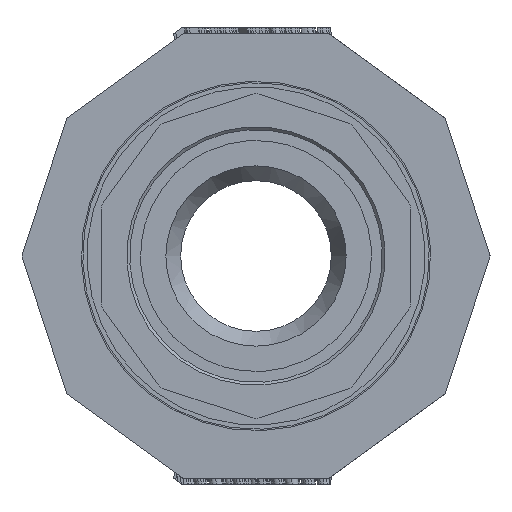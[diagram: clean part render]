
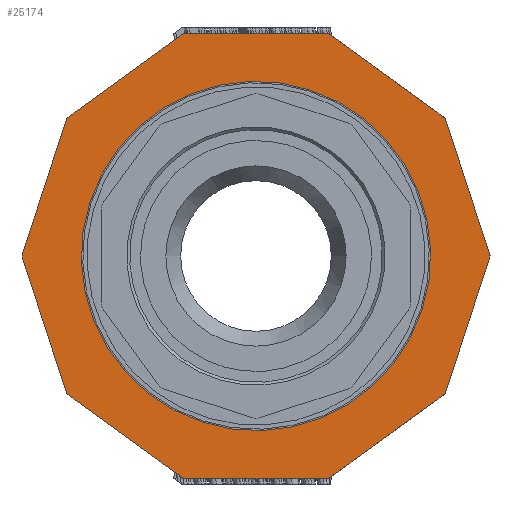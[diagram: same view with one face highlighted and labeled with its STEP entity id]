
A CAD part, left-side view. The second image highlights one B-rep face of the part: STEP entity #25174.
In plain terms, the highlighted planar face has unit normal (-1, 0, 0).
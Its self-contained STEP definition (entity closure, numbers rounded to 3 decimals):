
#1691=FACE_BOUND('',#4468,.T.);
#2095=PLANE('',#26322);
#3102=FACE_OUTER_BOUND('',#4467,.T.);
#4467=EDGE_LOOP('',(#19458,#19459,#19460,#19461,#19462,#19463,#19464,#19465,
#19466,#19467));
#4468=EDGE_LOOP('',(#19468));
#5795=LINE('',#36354,#8133);
#5801=LINE('',#36367,#8139);
#6298=LINE('',#45088,#8636);
#6313=LINE('',#45146,#8651);
#6316=LINE('',#45150,#8654);
#6318=LINE('',#45154,#8656);
#6319=LINE('',#45157,#8657);
#6321=LINE('',#45161,#8659);
#6323=LINE('',#45164,#8661);
#6324=LINE('',#45167,#8662);
#8133=VECTOR('',#27946,10.);
#8139=VECTOR('',#27960,10.);
#8636=VECTOR('',#28723,10.);
#8651=VECTOR('',#28790,10.);
#8654=VECTOR('',#28795,10.);
#8656=VECTOR('',#28799,10.);
#8657=VECTOR('',#28802,10.);
#8659=VECTOR('',#28806,10.);
#8661=VECTOR('',#28810,10.);
#8662=VECTOR('',#28815,10.);
#9982=CIRCLE('',#26312,31.);
#10636=VERTEX_POINT('',#36351);
#10637=VERTEX_POINT('',#36353);
#10640=VERTEX_POINT('',#36365);
#11200=VERTEX_POINT('',#45085);
#11201=VERTEX_POINT('',#45087);
#11216=VERTEX_POINT('',#45139);
#11217=VERTEX_POINT('',#45144);
#11218=VERTEX_POINT('',#45145);
#11219=VERTEX_POINT('',#45152);
#11220=VERTEX_POINT('',#45156);
#11221=VERTEX_POINT('',#45160);
#13299=EDGE_CURVE('',#10637,#10636,#5795,.T.);
#13305=EDGE_CURVE('',#10636,#10640,#5801,.T.);
#14143=EDGE_CURVE('',#11201,#11200,#6298,.T.);
#14166=EDGE_CURVE('',#11216,#11216,#9982,.T.);
#14167=EDGE_CURVE('',#11217,#11218,#6313,.T.);
#14170=EDGE_CURVE('',#11218,#10637,#6316,.T.);
#14172=EDGE_CURVE('',#10640,#11219,#6318,.T.);
#14173=EDGE_CURVE('',#11219,#11220,#6319,.T.);
#14175=EDGE_CURVE('',#11220,#11221,#6321,.T.);
#14177=EDGE_CURVE('',#11221,#11201,#6323,.T.);
#14178=EDGE_CURVE('',#11200,#11217,#6324,.T.);
#19458=ORIENTED_EDGE('',*,*,#14178,.T.);
#19459=ORIENTED_EDGE('',*,*,#14167,.T.);
#19460=ORIENTED_EDGE('',*,*,#14170,.T.);
#19461=ORIENTED_EDGE('',*,*,#13299,.T.);
#19462=ORIENTED_EDGE('',*,*,#13305,.T.);
#19463=ORIENTED_EDGE('',*,*,#14172,.T.);
#19464=ORIENTED_EDGE('',*,*,#14173,.T.);
#19465=ORIENTED_EDGE('',*,*,#14175,.T.);
#19466=ORIENTED_EDGE('',*,*,#14177,.T.);
#19467=ORIENTED_EDGE('',*,*,#14143,.T.);
#19468=ORIENTED_EDGE('',*,*,#14166,.T.);
#25174=ADVANCED_FACE('',(#3102,#1691),#2095,.F.);
#26312=AXIS2_PLACEMENT_3D('',#45141,#28784,#28785);
#26322=AXIS2_PLACEMENT_3D('',#45168,#28816,#28817);
#27946=DIRECTION('',(0.,0.809,0.588));
#27960=DIRECTION('',(0.,1.,0.));
#28723=DIRECTION('',(0.,-1.,0.));
#28784=DIRECTION('center_axis',(1.,0.,0.));
#28785=DIRECTION('ref_axis',(0.,-0.951,-0.309));
#28790=DIRECTION('',(0.,-0.309,0.951));
#28795=DIRECTION('',(0.,0.309,0.951));
#28799=DIRECTION('',(0.,0.809,-0.588));
#28802=DIRECTION('',(0.,0.309,-0.951));
#28806=DIRECTION('',(0.,-0.309,-0.951));
#28810=DIRECTION('',(0.,-0.809,-0.588));
#28815=DIRECTION('',(0.,-0.809,0.588));
#28816=DIRECTION('center_axis',(1.,0.,0.));
#28817=DIRECTION('ref_axis',(0.,-0.951,-0.309));
#36351=CARTESIAN_POINT('',(-9.,-12.834,39.5));
#36353=CARTESIAN_POINT('',(-9.,-33.601,24.412));
#36354=CARTESIAN_POINT('',(-9.,-33.601,24.412));
#36365=CARTESIAN_POINT('',(-9.,12.834,39.5));
#36367=CARTESIAN_POINT('',(-9.,-12.834,39.5));
#45085=CARTESIAN_POINT('',(-9.,-12.834,-39.5));
#45087=CARTESIAN_POINT('',(-9.,12.834,-39.5));
#45088=CARTESIAN_POINT('',(-9.,12.834,-39.5));
#45139=CARTESIAN_POINT('',(-9.,29.483,9.58));
#45141=CARTESIAN_POINT('Origin',(-9.,0.,0.));
#45144=CARTESIAN_POINT('',(-9.,-33.601,-24.412));
#45145=CARTESIAN_POINT('',(-9.,-41.533,0.));
#45146=CARTESIAN_POINT('',(-9.,-33.601,-24.412));
#45150=CARTESIAN_POINT('',(-9.,-41.533,0.));
#45152=CARTESIAN_POINT('',(-9.,33.601,24.412));
#45154=CARTESIAN_POINT('',(-9.,12.834,39.5));
#45156=CARTESIAN_POINT('',(-9.,41.533,0.));
#45157=CARTESIAN_POINT('',(-9.,33.601,24.412));
#45160=CARTESIAN_POINT('',(-9.,33.601,-24.412));
#45161=CARTESIAN_POINT('',(-9.,41.533,0.));
#45164=CARTESIAN_POINT('',(-9.,33.601,-24.412));
#45167=CARTESIAN_POINT('',(-9.,-12.834,-39.5));
#45168=CARTESIAN_POINT('Origin',(-9.,0.,0.));
